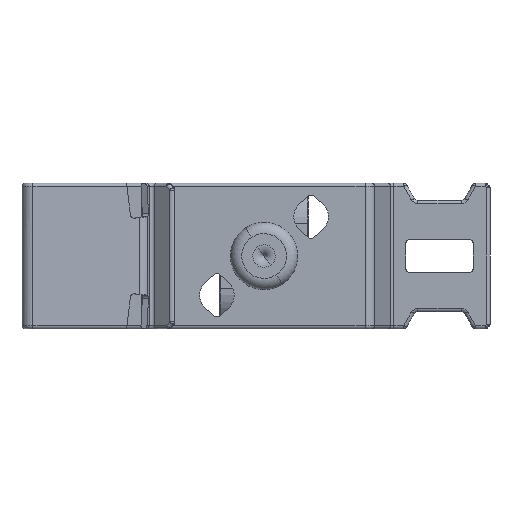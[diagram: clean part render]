
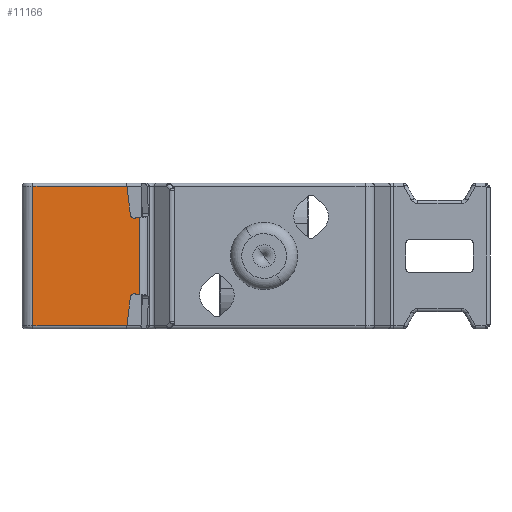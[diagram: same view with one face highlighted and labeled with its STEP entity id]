
A CAD part, front view. The second image highlights one B-rep face of the part: STEP entity #11166.
In plain terms, the highlighted planar face has unit normal (0.087, -0.996, 0).
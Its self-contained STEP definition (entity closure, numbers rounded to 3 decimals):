
#372 = ORIENTED_EDGE ( 'NONE', *, *, #7558, .F. ) ;
#467 = ORIENTED_EDGE ( 'NONE', *, *, #7672, .T. ) ;
#718 = EDGE_CURVE ( 'NONE', #11294, #9921, #4578, .T. ) ;
#841 = DIRECTION ( 'NONE',  ( 0., 0., 1. ) ) ;
#1073 = CARTESIAN_POINT ( 'NONE',  ( -621.137, -210.064, 0. ) ) ;
#1446 = CARTESIAN_POINT ( 'NONE',  ( -612.791, -209.334, 0. ) ) ;
#1546 = CARTESIAN_POINT ( 'NONE',  ( -611.614, -209.231, 0.3 ) ) ;
#1599 = AXIS2_PLACEMENT_3D ( 'NONE', #4421, #8158, #4544 ) ;
#1789 = AXIS2_PLACEMENT_3D ( 'NONE', #2493, #8302, #9069 ) ;
#1947 = DIRECTION ( 'NONE',  ( 0.989, 0.087, 0.122 ) ) ;
#2081 = VERTEX_POINT ( 'NONE', #9124 ) ;
#2135 = VECTOR ( 'NONE', #5695, 1000. ) ;
#2340 = VECTOR ( 'NONE', #841, 1000. ) ;
#2493 = CARTESIAN_POINT ( 'NONE',  ( -611.614, -209.231, 0. ) ) ;
#2842 = EDGE_CURVE ( 'NONE', #9724, #7742, #3842, .T. ) ;
#2843 = EDGE_CURVE ( 'NONE', #12007, #4344, #7707, .T. ) ;
#2846 = CARTESIAN_POINT ( 'NONE',  ( -611.614, -209.231, 0. ) ) ;
#2956 = CARTESIAN_POINT ( 'NONE',  ( -612.144, -209.277, 10.174 ) ) ;
#3154 = VERTEX_POINT ( 'NONE', #8952 ) ;
#3224 = CARTESIAN_POINT ( 'NONE',  ( -621.137, -210.064, 12.7 ) ) ;
#3284 = VECTOR ( 'NONE', #9523, 1000. ) ;
#3302 = EDGE_CURVE ( 'NONE', #4861, #2081, #9321, .T. ) ;
#3526 = VECTOR ( 'NONE', #10918, 1000. ) ;
#3842 = LINE ( 'NONE', #1073, #8736 ) ;
#4121 = ORIENTED_EDGE ( 'NONE', *, *, #3302, .F. ) ;
#4200 = CARTESIAN_POINT ( 'NONE',  ( -612.108, -209.274, 9.876 ) ) ;
#4232 = EDGE_CURVE ( 'NONE', #3154, #12273, #9190, .T. ) ;
#4344 = VERTEX_POINT ( 'NONE', #6230 ) ;
#4421 = CARTESIAN_POINT ( 'NONE',  ( -612.144, -209.277, 2.826 ) ) ;
#4472 = CARTESIAN_POINT ( 'NONE',  ( -621.137, -210.064, 0.3 ) ) ;
#4544 = DIRECTION ( 'NONE',  ( 0.996, 0.087, 0. ) ) ;
#4578 = LINE ( 'NONE', #9390, #8738 ) ;
#4824 = ORIENTED_EDGE ( 'NONE', *, *, #7277, .T. ) ;
#4861 = VERTEX_POINT ( 'NONE', #6624 ) ;
#4982 = DIRECTION ( 'NONE',  ( -0.087, 0.996, 0. ) ) ;
#5190 = ORIENTED_EDGE ( 'NONE', *, *, #2843, .F. ) ;
#5389 = LINE ( 'NONE', #1546, #2135 ) ;
#5695 = DIRECTION ( 'NONE',  ( 0.996, 0.087, 0. ) ) ;
#5788 = ORIENTED_EDGE ( 'NONE', *, *, #12039, .T. ) ;
#6054 = EDGE_CURVE ( 'NONE', #9724, #2081, #5389, .T. ) ;
#6076 = LINE ( 'NONE', #3224, #3526 ) ;
#6230 = CARTESIAN_POINT ( 'NONE',  ( -612.108, -209.274, 3.124 ) ) ;
#6353 = PLANE ( 'NONE',  #1789 ) ;
#6584 = LINE ( 'NONE', #2846, #2340 ) ;
#6624 = CARTESIAN_POINT ( 'NONE',  ( -612.441, -209.303, 2.863 ) ) ;
#6638 = CIRCLE ( 'NONE', #8467, 0.3 ) ;
#7166 = CARTESIAN_POINT ( 'NONE',  ( -611.201, -209.195, 0. ) ) ;
#7277 = EDGE_CURVE ( 'NONE', #12007, #9921, #6584, .T. ) ;
#7424 = FACE_OUTER_BOUND ( 'NONE', #12118, .T. ) ;
#7558 = EDGE_CURVE ( 'NONE', #4344, #4861, #10231, .T. ) ;
#7672 = EDGE_CURVE ( 'NONE', #11294, #12273, #6638, .T. ) ;
#7707 = LINE ( 'NONE', #10652, #3284 ) ;
#7742 = VERTEX_POINT ( 'NONE', #9842 ) ;
#8158 = DIRECTION ( 'NONE',  ( 0.087, -0.996, 0. ) ) ;
#8302 = DIRECTION ( 'NONE',  ( 0.087, -0.996, 0. ) ) ;
#8467 = AXIS2_PLACEMENT_3D ( 'NONE', #2956, #4982, #10124 ) ;
#8736 = VECTOR ( 'NONE', #9471, 1000. ) ;
#8738 = VECTOR ( 'NONE', #1947, 1000. ) ;
#8940 = ORIENTED_EDGE ( 'NONE', *, *, #718, .F. ) ;
#8952 = CARTESIAN_POINT ( 'NONE',  ( -612.754, -209.331, 12.7 ) ) ;
#8956 = VECTOR ( 'NONE', #11265, 1000. ) ;
#9069 = DIRECTION ( 'NONE',  ( -0.996, -0.087, 0. ) ) ;
#9124 = CARTESIAN_POINT ( 'NONE',  ( -612.754, -209.331, 0.3 ) ) ;
#9190 = LINE ( 'NONE', #7166, #11758 ) ;
#9301 = ORIENTED_EDGE ( 'NONE', *, *, #2842, .F. ) ;
#9321 = LINE ( 'NONE', #1446, #8956 ) ;
#9390 = CARTESIAN_POINT ( 'NONE',  ( -1247.606, -264.873, -68.451 ) ) ;
#9471 = DIRECTION ( 'NONE',  ( 0., 0., 1. ) ) ;
#9523 = DIRECTION ( 'NONE',  ( -0.989, -0.087, 0.122 ) ) ;
#9590 = ORIENTED_EDGE ( 'NONE', *, *, #6054, .T. ) ;
#9724 = VERTEX_POINT ( 'NONE', #4472 ) ;
#9842 = CARTESIAN_POINT ( 'NONE',  ( -621.137, -210.064, 12.7 ) ) ;
#9921 = VERTEX_POINT ( 'NONE', #10911 ) ;
#10124 = DIRECTION ( 'NONE',  ( 0.996, 0.087, 0. ) ) ;
#10143 = CARTESIAN_POINT ( 'NONE',  ( -611.614, -209.231, 3.063 ) ) ;
#10231 = CIRCLE ( 'NONE', #1599, 0.3 ) ;
#10652 = CARTESIAN_POINT ( 'NONE',  ( -1247.606, -264.873, 81.451 ) ) ;
#10911 = CARTESIAN_POINT ( 'NONE',  ( -611.614, -209.231, 9.937 ) ) ;
#10918 = DIRECTION ( 'NONE',  ( -0.996, -0.087, 0. ) ) ;
#11166 = ADVANCED_FACE ( 'NONE', ( #7424 ), #6353, .T. ) ;
#11265 = DIRECTION ( 'NONE',  ( -0.121, -0.011, -0.993 ) ) ;
#11294 = VERTEX_POINT ( 'NONE', #4200 ) ;
#11758 = VECTOR ( 'NONE', #12189, 1000. ) ;
#12007 = VERTEX_POINT ( 'NONE', #10143 ) ;
#12013 = CARTESIAN_POINT ( 'NONE',  ( -612.441, -209.303, 10.137 ) ) ;
#12039 = EDGE_CURVE ( 'NONE', #3154, #7742, #6076, .T. ) ;
#12118 = EDGE_LOOP ( 'NONE', ( #9301, #9590, #4121, #372, #5190, #4824, #8940, #467, #12379, #5788 ) ) ;
#12189 = DIRECTION ( 'NONE',  ( 0.121, 0.011, -0.993 ) ) ;
#12273 = VERTEX_POINT ( 'NONE', #12013 ) ;
#12379 = ORIENTED_EDGE ( 'NONE', *, *, #4232, .F. ) ;
